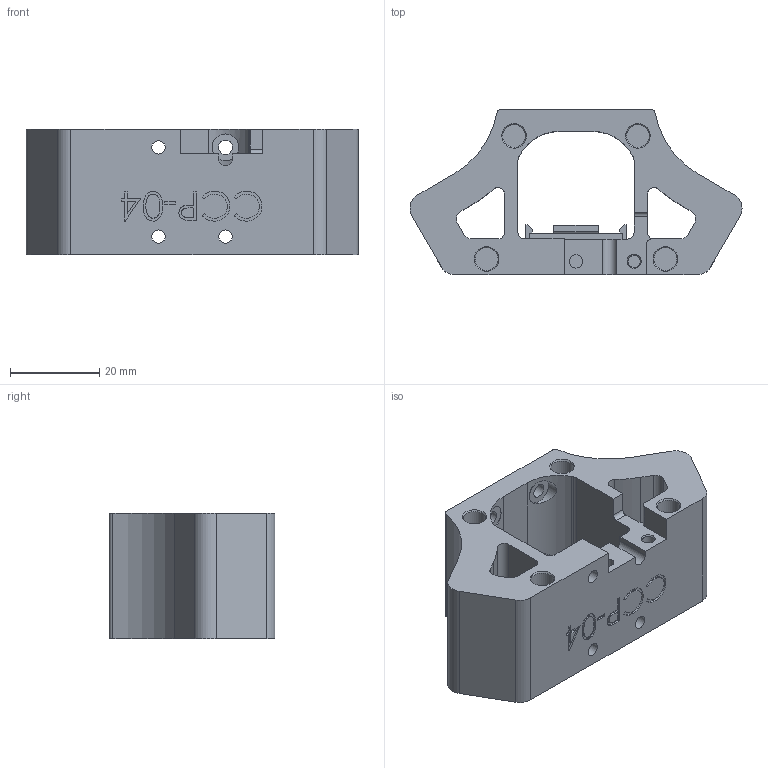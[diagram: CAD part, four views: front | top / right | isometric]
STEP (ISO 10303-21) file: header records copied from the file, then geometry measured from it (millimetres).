
FILE_DESCRIPTION(/* description */ (''),/* implementation_level */ '2;1');
FILE_NAME(/* name */ 'center_carriage_for_adxl345.step',/* time_stamp */ '2021-05-16T16:12:31-05:00',/* author */ (''),/* organization */ (''),/* preprocessor_version */ 'ST-DEVELOPER v18.1',/* originating_system */ 'Autodesk Translation Framework v10.6.0.1341',/* authorisation */ '');
FILE_SCHEMA (('AUTOMOTIVE_DESIGN { 1 0 10303 214 3 1 1 }'));
Length unit declared in the file: millimetre
Products named in the file (6): (Unsaved); jubilee_xy_frame_assembly_Centered Carriage; crossbar_with_carriage_center; carriage_center_assembly; center_carriage_with_inserts; carriage_Carriage Center Plate
Assembly tree (5 placements, depth 6):
  (Unsaved)
    jubilee_xy_frame_assembly_Centered Carriage
      crossbar_with_carriage_center
        carriage_center_assembly
          center_carriage_with_inserts
            carriage_Carriage Center Plate
Bounding box: 74.3 x 37.07 x 28 mm (x, y, z)
Volume: 35141.5 mm3; surface area: 14901.5 mm2
Topology: 2 solids, 2 shells, 340 faces, 910 edges, 605 vertices
Faces by surface type: plane 178, bspline 97, cylinder 55, cone 10
Full cylindrical faces by diameter (mm): 2.75 x1, 3 x6, 3.2 x4, 5.1 x8, 6 x4
Entity records: 14064 total; most frequent: CARTESIAN_POINT 5947, ORIENTED_EDGE 1820, DIRECTION 1333, EDGE_CURVE 910, VERTEX_POINT 605, LINE 589, VECTOR 589, EDGE_LOOP 395
